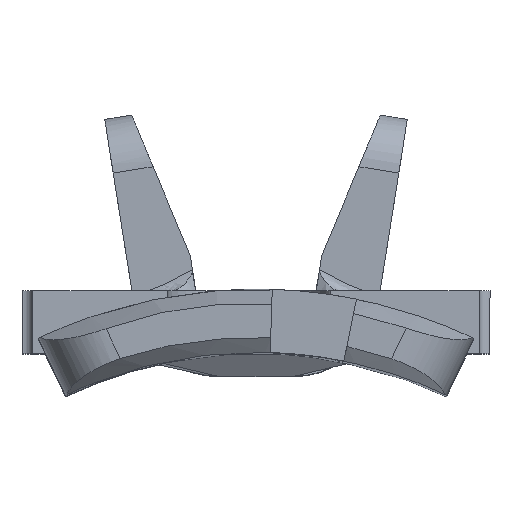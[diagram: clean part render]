
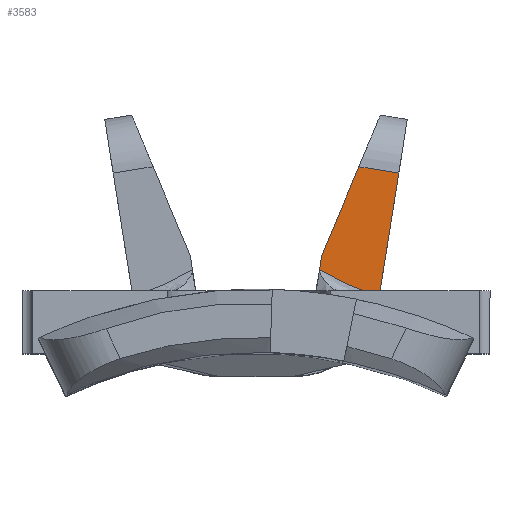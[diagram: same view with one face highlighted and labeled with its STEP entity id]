
A CAD part, top view. The second image highlights one B-rep face of the part: STEP entity #3583.
In plain terms, the highlighted planar face has unit normal (0, 0, 1).
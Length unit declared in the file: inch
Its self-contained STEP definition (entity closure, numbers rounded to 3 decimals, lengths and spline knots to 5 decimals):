
#29 = EDGE_CURVE ( 'NONE', #3982, #2961, #1149, .T. ) ;
#142 = VERTEX_POINT ( 'NONE', #4443 ) ;
#194 = CARTESIAN_POINT ( 'NONE',  ( 0.06044, 0.49878, -0.27 ) ) ;
#573 = CARTESIAN_POINT ( 'NONE',  ( 0.139, 0.62409, -0.27 ) ) ;
#594 = CARTESIAN_POINT ( 'NONE',  ( 0.05837, 0.48573, -0.27 ) ) ;
#767 = FACE_OUTER_BOUND ( 'NONE', #2199, .T. ) ;
#785 = LINE ( 'NONE', #5361, #4115 ) ;
#938 = ORIENTED_EDGE ( 'NONE', *, *, #6126, .T. ) ;
#999 = CARTESIAN_POINT ( 'NONE',  ( -0.035, 0.466, -0.27 ) ) ;
#1023 = DIRECTION ( 'NONE',  ( 1., 0., 0. ) ) ;
#1127 = EDGE_CURVE ( 'NONE', #142, #3152, #1137, .T. ) ;
#1137 = LINE ( 'NONE', #573, #2683 ) ;
#1149 = LINE ( 'NONE', #3878, #1303 ) ;
#1303 = VECTOR ( 'NONE', #3902, 39.37008 ) ;
#1534 = CARTESIAN_POINT ( 'NONE',  ( 0.09431, 0.46778, -0.27 ) ) ;
#1580 = DIRECTION ( 'NONE',  ( -0.988, 0.156, 0. ) ) ;
#1586 = DIRECTION ( 'NONE',  ( -0.385, -0.923, 0. ) ) ;
#1960 = EDGE_CURVE ( 'NONE', #3152, #4590, #785, .T. ) ;
#2002 = CARTESIAN_POINT ( 'NONE',  ( 0.11316, 0.46087, -0.27 ) ) ;
#2199 = EDGE_LOOP ( 'NONE', ( #4280, #938, #5090, #2205, #3688 ) ) ;
#2205 = ORIENTED_EDGE ( 'NONE', *, *, #1960, .T. ) ;
#2251 = B_SPLINE_CURVE_WITH_KNOTS ( 'NONE', 3,
 ( #594, #2931, #4376, #1534, #4838, #2002 ),
 .UNSPECIFIED., .F., .F.,
 ( 4, 2, 4 ),
 ( 0., 0.00077, 0.00153 ),
 .UNSPECIFIED. ) ;
#2410 = PLANE ( 'NONE',  #5562 ) ;
#2493 = CARTESIAN_POINT ( 'NONE',  ( 0.13118, 0.57471, -0.27 ) ) ;
#2683 = VECTOR ( 'NONE', #4750, 39.37008 ) ;
#2782 = EDGE_CURVE ( 'NONE', #4590, #3982, #5419, .T. ) ;
#2931 = CARTESIAN_POINT ( 'NONE',  ( 0.06726, 0.48106, -0.27 ) ) ;
#2961 = VERTEX_POINT ( 'NONE', #4559 ) ;
#3152 = VERTEX_POINT ( 'NONE', #2493 ) ;
#3583 = ADVANCED_FACE ( 'NONE', ( #767 ), #2410, .T. ) ;
#3688 = ORIENTED_EDGE ( 'NONE', *, *, #2782, .T. ) ;
#3859 = DIRECTION ( 'NONE',  ( 0., 0., 1. ) ) ;
#3878 = CARTESIAN_POINT ( 'NONE',  ( 0.06044, 0.49878, -0.27 ) ) ;
#3902 = DIRECTION ( 'NONE',  ( -0.156, -0.988, 0. ) ) ;
#3982 = VERTEX_POINT ( 'NONE', #194 ) ;
#4115 = VECTOR ( 'NONE', #1580, 39.37008 ) ;
#4177 = CARTESIAN_POINT ( 'NONE',  ( 0.09451, 0.58051, -0.27 ) ) ;
#4280 = ORIENTED_EDGE ( 'NONE', *, *, #29, .T. ) ;
#4376 = CARTESIAN_POINT ( 'NONE',  ( 0.07619, 0.47645, -0.27 ) ) ;
#4436 = CARTESIAN_POINT ( 'NONE',  ( 0.11431, 0.628, -0.27 ) ) ;
#4443 = CARTESIAN_POINT ( 'NONE',  ( 0.11316, 0.46087, -0.27 ) ) ;
#4559 = CARTESIAN_POINT ( 'NONE',  ( 0.05837, 0.48573, -0.27 ) ) ;
#4590 = VERTEX_POINT ( 'NONE', #4177 ) ;
#4750 = DIRECTION ( 'NONE',  ( 0.156, 0.988, 0. ) ) ;
#4838 = CARTESIAN_POINT ( 'NONE',  ( 0.10354, 0.46378, -0.27 ) ) ;
#5090 = ORIENTED_EDGE ( 'NONE', *, *, #1127, .T. ) ;
#5266 = VECTOR ( 'NONE', #1586, 39.37008 ) ;
#5361 = CARTESIAN_POINT ( 'NONE',  ( 0.10649, 0.57862, -0.27 ) ) ;
#5419 = LINE ( 'NONE', #4436, #5266 ) ;
#5562 = AXIS2_PLACEMENT_3D ( 'NONE', #999, #3859, #1023 ) ;
#6126 = EDGE_CURVE ( 'NONE', #2961, #142, #2251, .T. ) ;
